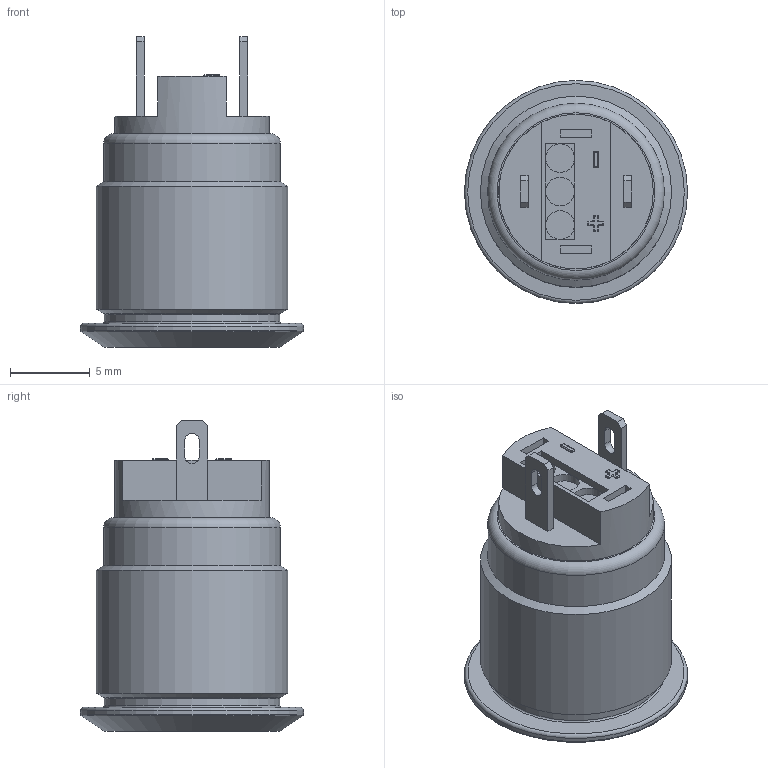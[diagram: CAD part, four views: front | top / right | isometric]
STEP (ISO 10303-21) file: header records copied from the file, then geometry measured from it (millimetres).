
FILE_DESCRIPTION(/* description */ (''),/* implementation_level */ '2;1');
FILE_NAME(/* name */ 'PV0F24011.stp',/* time_stamp */ '2025-09-10T09:22:48-05:00',/* author */ ('mwilliams'),/* organization */ (''),/* preprocessor_version */ 'ST-DEVELOPER v18.1',/* originating_system */ 'Autodesk Inventor 2022',/* authorisation */ '');
FILE_SCHEMA (('AUTOMOTIVE_DESIGN { 1 0 10303 214 3 1 1 }'));
Length unit declared in the file: inch
Products named in the file (1): 100130118_Simplify_1
Bounding box: 14 x 14 x 19.5 mm (x, y, z)
Volume: 1658.2 mm3; surface area: 962.5 mm2
Topology: 1 solids, 1 shells, 138 faces, 334 edges, 196 vertices
Faces by surface type: plane 68, cylinder 45, sphere 12, torus 10, cone 3
Full cylindrical faces by diameter (mm): 1.8 x3, 9 x1, 9.7 x1, 11 x1, 11.1 x1, 12 x1, 14 x1
Entity records: 4119 total; most frequent: DIRECTION 726, CARTESIAN_POINT 657, ORIENTED_EDGE 644, EDGE_CURVE 322, AXIS2_PLACEMENT_3D 265, LINE 196, VECTOR 196, VERTEX_POINT 196
